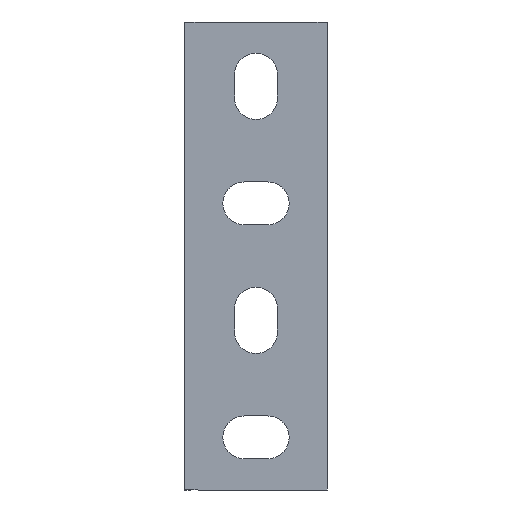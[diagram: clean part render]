
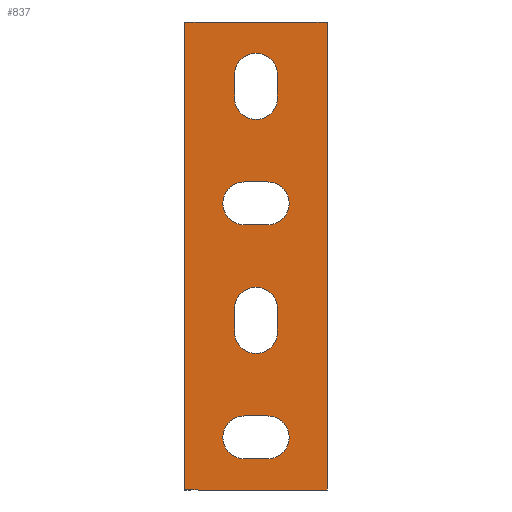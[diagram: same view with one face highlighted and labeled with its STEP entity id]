
A CAD part, front view. The second image highlights one B-rep face of the part: STEP entity #837.
In plain terms, the highlighted planar face has unit normal (0, -1, 0).
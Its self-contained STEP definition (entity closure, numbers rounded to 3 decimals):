
#31=FACE_BOUND('',#130,.T.);
#32=FACE_BOUND('',#131,.T.);
#33=FACE_BOUND('',#132,.T.);
#34=FACE_BOUND('',#133,.T.);
#55=CIRCLE('',#903,5.5);
#56=CIRCLE('',#904,5.5);
#57=CIRCLE('',#905,5.5);
#58=CIRCLE('',#906,5.5);
#59=CIRCLE('',#907,5.5);
#60=CIRCLE('',#908,5.5);
#61=CIRCLE('',#909,5.5);
#62=CIRCLE('',#910,5.5);
#87=FACE_OUTER_BOUND('',#129,.T.);
#129=EDGE_LOOP('',(#571,#572,#573,#574,#575,#576,#577,#578));
#130=EDGE_LOOP('',(#579,#580,#581,#582));
#131=EDGE_LOOP('',(#583,#584,#585,#586));
#132=EDGE_LOOP('',(#587,#588,#589,#590));
#133=EDGE_LOOP('',(#591,#592,#593,#594));
#195=LINE('',#1218,#283);
#196=LINE('',#1220,#284);
#197=LINE('',#1222,#285);
#198=LINE('',#1224,#286);
#199=LINE('',#1226,#287);
#200=LINE('',#1228,#288);
#201=LINE('',#1230,#289);
#202=LINE('',#1231,#290);
#203=LINE('',#1236,#291);
#204=LINE('',#1239,#292);
#205=LINE('',#1244,#293);
#206=LINE('',#1247,#294);
#207=LINE('',#1252,#295);
#208=LINE('',#1255,#296);
#209=LINE('',#1260,#297);
#210=LINE('',#1263,#298);
#283=VECTOR('',#980,10.);
#284=VECTOR('',#981,10.);
#285=VECTOR('',#982,10.);
#286=VECTOR('',#983,10.);
#287=VECTOR('',#984,10.);
#288=VECTOR('',#985,10.);
#289=VECTOR('',#986,10.);
#290=VECTOR('',#987,10.);
#291=VECTOR('',#990,10.);
#292=VECTOR('',#993,10.);
#293=VECTOR('',#996,10.);
#294=VECTOR('',#999,10.);
#295=VECTOR('',#1002,10.);
#296=VECTOR('',#1005,10.);
#297=VECTOR('',#1008,10.);
#298=VECTOR('',#1011,10.);
#371=VERTEX_POINT('',#1216);
#372=VERTEX_POINT('',#1217);
#373=VERTEX_POINT('',#1219);
#374=VERTEX_POINT('',#1221);
#375=VERTEX_POINT('',#1223);
#376=VERTEX_POINT('',#1225);
#377=VERTEX_POINT('',#1227);
#378=VERTEX_POINT('',#1229);
#379=VERTEX_POINT('',#1232);
#380=VERTEX_POINT('',#1233);
#381=VERTEX_POINT('',#1235);
#382=VERTEX_POINT('',#1237);
#383=VERTEX_POINT('',#1240);
#384=VERTEX_POINT('',#1241);
#385=VERTEX_POINT('',#1243);
#386=VERTEX_POINT('',#1245);
#387=VERTEX_POINT('',#1248);
#388=VERTEX_POINT('',#1249);
#389=VERTEX_POINT('',#1251);
#390=VERTEX_POINT('',#1253);
#391=VERTEX_POINT('',#1256);
#392=VERTEX_POINT('',#1257);
#393=VERTEX_POINT('',#1259);
#394=VERTEX_POINT('',#1261);
#451=EDGE_CURVE('',#371,#372,#195,.T.);
#452=EDGE_CURVE('',#371,#373,#196,.T.);
#453=EDGE_CURVE('',#374,#373,#197,.T.);
#454=EDGE_CURVE('',#375,#374,#198,.T.);
#455=EDGE_CURVE('',#376,#375,#199,.T.);
#456=EDGE_CURVE('',#376,#377,#200,.T.);
#457=EDGE_CURVE('',#378,#377,#201,.T.);
#458=EDGE_CURVE('',#372,#378,#202,.T.);
#459=EDGE_CURVE('',#379,#380,#55,.T.);
#460=EDGE_CURVE('',#380,#381,#203,.T.);
#461=EDGE_CURVE('',#381,#382,#56,.T.);
#462=EDGE_CURVE('',#382,#379,#204,.T.);
#463=EDGE_CURVE('',#383,#384,#57,.T.);
#464=EDGE_CURVE('',#384,#385,#205,.T.);
#465=EDGE_CURVE('',#385,#386,#58,.T.);
#466=EDGE_CURVE('',#386,#383,#206,.T.);
#467=EDGE_CURVE('',#387,#388,#59,.T.);
#468=EDGE_CURVE('',#388,#389,#207,.T.);
#469=EDGE_CURVE('',#389,#390,#60,.T.);
#470=EDGE_CURVE('',#390,#387,#208,.T.);
#471=EDGE_CURVE('',#391,#392,#61,.T.);
#472=EDGE_CURVE('',#392,#393,#209,.T.);
#473=EDGE_CURVE('',#393,#394,#62,.T.);
#474=EDGE_CURVE('',#394,#391,#210,.T.);
#571=ORIENTED_EDGE('',*,*,#451,.F.);
#572=ORIENTED_EDGE('',*,*,#452,.T.);
#573=ORIENTED_EDGE('',*,*,#453,.F.);
#574=ORIENTED_EDGE('',*,*,#454,.F.);
#575=ORIENTED_EDGE('',*,*,#455,.F.);
#576=ORIENTED_EDGE('',*,*,#456,.T.);
#577=ORIENTED_EDGE('',*,*,#457,.F.);
#578=ORIENTED_EDGE('',*,*,#458,.F.);
#579=ORIENTED_EDGE('',*,*,#459,.T.);
#580=ORIENTED_EDGE('',*,*,#460,.T.);
#581=ORIENTED_EDGE('',*,*,#461,.T.);
#582=ORIENTED_EDGE('',*,*,#462,.T.);
#583=ORIENTED_EDGE('',*,*,#463,.T.);
#584=ORIENTED_EDGE('',*,*,#464,.T.);
#585=ORIENTED_EDGE('',*,*,#465,.T.);
#586=ORIENTED_EDGE('',*,*,#466,.T.);
#587=ORIENTED_EDGE('',*,*,#467,.T.);
#588=ORIENTED_EDGE('',*,*,#468,.T.);
#589=ORIENTED_EDGE('',*,*,#469,.T.);
#590=ORIENTED_EDGE('',*,*,#470,.T.);
#591=ORIENTED_EDGE('',*,*,#471,.T.);
#592=ORIENTED_EDGE('',*,*,#472,.T.);
#593=ORIENTED_EDGE('',*,*,#473,.T.);
#594=ORIENTED_EDGE('',*,*,#474,.T.);
#811=PLANE('',#902);
#837=ADVANCED_FACE('',(#87,#31,#32,#33,#34),#811,.F.);
#902=AXIS2_PLACEMENT_3D('',#1215,#978,#979);
#903=AXIS2_PLACEMENT_3D('',#1234,#988,#989);
#904=AXIS2_PLACEMENT_3D('',#1238,#991,#992);
#905=AXIS2_PLACEMENT_3D('',#1242,#994,#995);
#906=AXIS2_PLACEMENT_3D('',#1246,#997,#998);
#907=AXIS2_PLACEMENT_3D('',#1250,#1000,#1001);
#908=AXIS2_PLACEMENT_3D('',#1254,#1003,#1004);
#909=AXIS2_PLACEMENT_3D('',#1258,#1006,#1007);
#910=AXIS2_PLACEMENT_3D('',#1262,#1009,#1010);
#978=DIRECTION('center_axis',(0.,1.,0.));
#979=DIRECTION('ref_axis',(0.,0.,1.));
#980=DIRECTION('',(-1.,0.,0.));
#981=DIRECTION('',(1.,0.,0.));
#982=DIRECTION('',(-1.,0.,0.));
#983=DIRECTION('',(0.,0.,-1.));
#984=DIRECTION('',(1.,0.,0.));
#985=DIRECTION('',(-1.,0.,0.));
#986=DIRECTION('',(1.,0.,0.));
#987=DIRECTION('',(0.,0.,1.));
#988=DIRECTION('center_axis',(0.,1.,0.));
#989=DIRECTION('ref_axis',(-1.,0.,0.));
#990=DIRECTION('',(0.,0.,1.));
#991=DIRECTION('center_axis',(0.,1.,0.));
#992=DIRECTION('ref_axis',(1.,0.,0.));
#993=DIRECTION('',(0.,0.,-1.));
#994=DIRECTION('center_axis',(0.,1.,0.));
#995=DIRECTION('ref_axis',(1.,0.,0.));
#996=DIRECTION('',(0.,0.,1.));
#997=DIRECTION('center_axis',(0.,1.,0.));
#998=DIRECTION('ref_axis',(-1.,0.,0.));
#999=DIRECTION('',(0.,0.,-1.));
#1000=DIRECTION('center_axis',(0.,1.,0.));
#1001=DIRECTION('ref_axis',(0.,0.,1.));
#1002=DIRECTION('',(-1.,0.,0.));
#1003=DIRECTION('center_axis',(0.,1.,0.));
#1004=DIRECTION('ref_axis',(0.,0.,-1.));
#1005=DIRECTION('',(1.,0.,0.));
#1006=DIRECTION('center_axis',(0.,1.,0.));
#1007=DIRECTION('ref_axis',(0.,0.,1.));
#1008=DIRECTION('',(-1.,0.,0.));
#1009=DIRECTION('center_axis',(0.,1.,0.));
#1010=DIRECTION('ref_axis',(0.,0.,-1.));
#1011=DIRECTION('',(1.,0.,0.));
#1215=CARTESIAN_POINT('Origin',(-44.5,0.,-60.));
#1216=CARTESIAN_POINT('',(-59.321,0.,-120.));
#1217=CARTESIAN_POINT('',(-62.821,0.,-120.));
#1218=CARTESIAN_POINT('',(-37.09,0.,-120.));
#1219=CARTESIAN_POINT('',(-29.679,0.,-120.));
#1220=CARTESIAN_POINT('',(-89.,0.,-120.));
#1221=CARTESIAN_POINT('',(-26.179,0.,-120.));
#1222=CARTESIAN_POINT('',(-37.09,0.,-120.));
#1223=CARTESIAN_POINT('',(-26.179,0.,0.));
#1224=CARTESIAN_POINT('',(-26.179,0.,-60.));
#1225=CARTESIAN_POINT('',(-29.679,0.,0.));
#1226=CARTESIAN_POINT('',(-33.965,0.,0.));
#1227=CARTESIAN_POINT('',(-59.321,0.,0.));
#1228=CARTESIAN_POINT('',(0.,0.,0.));
#1229=CARTESIAN_POINT('',(-62.821,0.,0.));
#1230=CARTESIAN_POINT('',(-33.965,0.,0.));
#1231=CARTESIAN_POINT('',(-62.821,0.,-60.));
#1232=CARTESIAN_POINT('',(-39.,0.,-79.5));
#1233=CARTESIAN_POINT('',(-50.,0.,-79.5));
#1234=CARTESIAN_POINT('Origin',(-44.5,0.,-79.5));
#1235=CARTESIAN_POINT('',(-50.,0.,-73.5));
#1236=CARTESIAN_POINT('',(-50.,0.,-66.75));
#1237=CARTESIAN_POINT('',(-39.,0.,-73.5));
#1238=CARTESIAN_POINT('Origin',(-44.5,0.,-73.5));
#1239=CARTESIAN_POINT('',(-39.,0.,-69.75));
#1240=CARTESIAN_POINT('',(-39.,0.,-19.5));
#1241=CARTESIAN_POINT('',(-50.,0.,-19.5));
#1242=CARTESIAN_POINT('Origin',(-44.5,0.,-19.5));
#1243=CARTESIAN_POINT('',(-50.,0.,-13.5));
#1244=CARTESIAN_POINT('',(-50.,0.,-36.75));
#1245=CARTESIAN_POINT('',(-39.,0.,-13.5));
#1246=CARTESIAN_POINT('Origin',(-44.5,0.,-13.5));
#1247=CARTESIAN_POINT('',(-39.,0.,-39.75));
#1248=CARTESIAN_POINT('',(-41.5,0.,-41.));
#1249=CARTESIAN_POINT('',(-41.5,0.,-52.));
#1250=CARTESIAN_POINT('Origin',(-41.5,0.,-46.5));
#1251=CARTESIAN_POINT('',(-47.5,0.,-52.));
#1252=CARTESIAN_POINT('',(-46.,0.,-52.));
#1253=CARTESIAN_POINT('',(-47.5,0.,-41.));
#1254=CARTESIAN_POINT('Origin',(-47.5,0.,-46.5));
#1255=CARTESIAN_POINT('',(-43.,0.,-41.));
#1256=CARTESIAN_POINT('',(-41.5,0.,-101.));
#1257=CARTESIAN_POINT('',(-41.5,0.,-112.));
#1258=CARTESIAN_POINT('Origin',(-41.5,0.,-106.5));
#1259=CARTESIAN_POINT('',(-47.5,0.,-112.));
#1260=CARTESIAN_POINT('',(-46.,0.,-112.));
#1261=CARTESIAN_POINT('',(-47.5,0.,-101.));
#1262=CARTESIAN_POINT('Origin',(-47.5,0.,-106.5));
#1263=CARTESIAN_POINT('',(-43.,0.,-101.));
